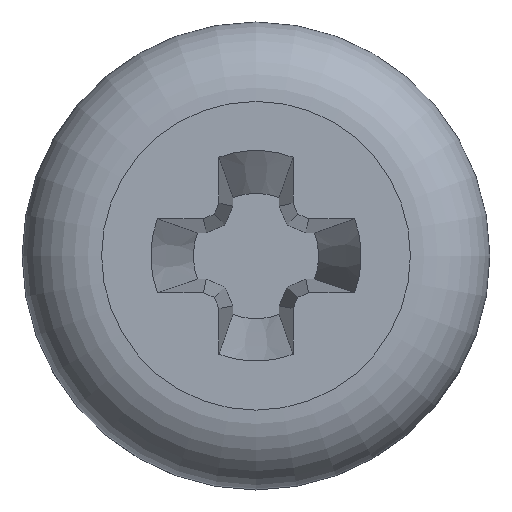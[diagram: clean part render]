
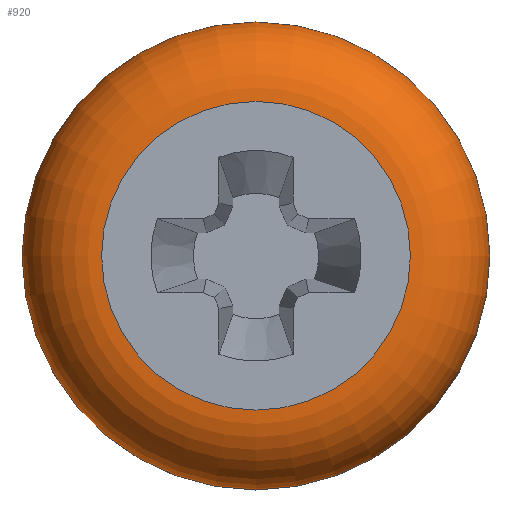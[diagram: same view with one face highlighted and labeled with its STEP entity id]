
A CAD part, top view. The second image highlights one B-rep face of the part: STEP entity #920.
In plain terms, the highlighted toroidal (fillet/blend) face has major radius 1.32 mm and minor radius 0.68 mm.
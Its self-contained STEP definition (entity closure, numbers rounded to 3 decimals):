
#39=TOROIDAL_SURFACE('',#999,1.32,0.68);
#100=FACE_OUTER_BOUND('',#150,.T.);
#150=EDGE_LOOP('',(#687,#688,#689,#690,#691,#692,#693));
#189=CIRCLE('',#1000,2.);
#190=CIRCLE('',#1001,2.);
#191=CIRCLE('',#1002,0.68);
#192=CIRCLE('',#1003,1.32);
#193=CIRCLE('',#1004,1.32);
#194=CIRCLE('',#1005,2.);
#407=VERTEX_POINT('',#3187);
#408=VERTEX_POINT('',#3188);
#409=VERTEX_POINT('',#3190);
#410=VERTEX_POINT('',#3192);
#411=VERTEX_POINT('',#3194);
#524=EDGE_CURVE('',#407,#408,#189,.T.);
#525=EDGE_CURVE('',#409,#407,#190,.T.);
#526=EDGE_CURVE('',#409,#410,#191,.T.);
#527=EDGE_CURVE('',#410,#411,#192,.T.);
#528=EDGE_CURVE('',#411,#410,#193,.T.);
#529=EDGE_CURVE('',#408,#409,#194,.T.);
#687=ORIENTED_EDGE('',*,*,#524,.F.);
#688=ORIENTED_EDGE('',*,*,#525,.F.);
#689=ORIENTED_EDGE('',*,*,#526,.T.);
#690=ORIENTED_EDGE('',*,*,#527,.T.);
#691=ORIENTED_EDGE('',*,*,#528,.T.);
#692=ORIENTED_EDGE('',*,*,#526,.F.);
#693=ORIENTED_EDGE('',*,*,#529,.F.);
#920=ADVANCED_FACE('',(#100),#39,.T.);
#999=AXIS2_PLACEMENT_3D('',#3186,#1123,#1124);
#1000=AXIS2_PLACEMENT_3D('',#3189,#1125,#1126);
#1001=AXIS2_PLACEMENT_3D('',#3191,#1127,#1128);
#1002=AXIS2_PLACEMENT_3D('',#3193,#1129,#1130);
#1003=AXIS2_PLACEMENT_3D('',#3195,#1131,#1132);
#1004=AXIS2_PLACEMENT_3D('',#3196,#1133,#1134);
#1005=AXIS2_PLACEMENT_3D('',#3197,#1135,#1136);
#1123=DIRECTION('center_axis',(0.,0.,-1.));
#1124=DIRECTION('ref_axis',(0.,1.,0.));
#1125=DIRECTION('center_axis',(0.,0.,-1.));
#1126=DIRECTION('ref_axis',(0.,1.,0.));
#1127=DIRECTION('center_axis',(0.,0.,-1.));
#1128=DIRECTION('ref_axis',(0.,1.,0.));
#1129=DIRECTION('center_axis',(-1.,0.,0.));
#1130=DIRECTION('ref_axis',(0.,-1.,0.));
#1131=DIRECTION('center_axis',(0.,0.,-1.));
#1132=DIRECTION('ref_axis',(0.,1.,0.));
#1133=DIRECTION('center_axis',(0.,0.,-1.));
#1134=DIRECTION('ref_axis',(0.,1.,0.));
#1135=DIRECTION('center_axis',(0.,0.,-1.));
#1136=DIRECTION('ref_axis',(0.,1.,0.));
#3186=CARTESIAN_POINT('Origin',(0.,0.,0.92));
#3187=CARTESIAN_POINT('',(-2.,0.,0.92));
#3188=CARTESIAN_POINT('',(2.,0.,0.92));
#3189=CARTESIAN_POINT('Origin',(0.,0.,0.92));
#3190=CARTESIAN_POINT('',(0.,-2.,0.92));
#3191=CARTESIAN_POINT('Origin',(0.,0.,0.92));
#3192=CARTESIAN_POINT('',(0.,-1.32,1.6));
#3193=CARTESIAN_POINT('Origin',(0.,-1.32,0.92));
#3194=CARTESIAN_POINT('',(0.,1.32,1.6));
#3195=CARTESIAN_POINT('Origin',(0.,0.,1.6));
#3196=CARTESIAN_POINT('Origin',(0.,0.,1.6));
#3197=CARTESIAN_POINT('Origin',(0.,0.,0.92));
